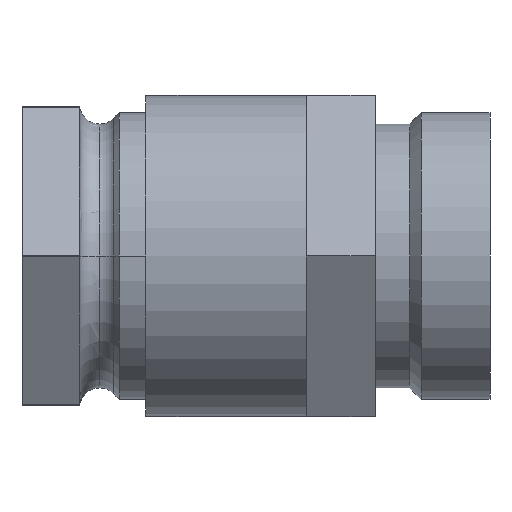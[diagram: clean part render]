
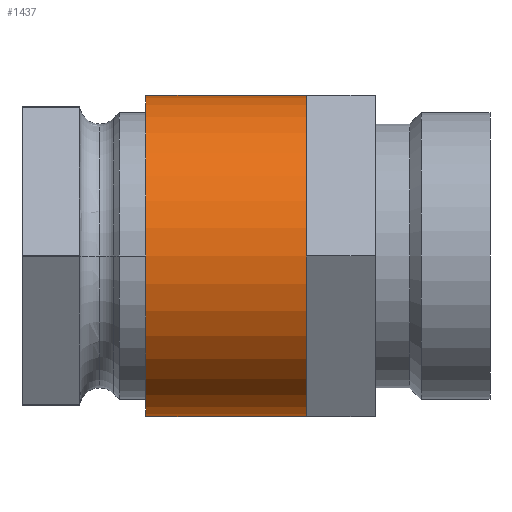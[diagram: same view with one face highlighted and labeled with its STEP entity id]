
A CAD part, front view. The second image highlights one B-rep face of the part: STEP entity #1437.
In plain terms, the highlighted cylindrical face has radius 7 mm (diameter 14 mm), a partial arc.
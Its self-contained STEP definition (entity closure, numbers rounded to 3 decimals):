
#57 = CARTESIAN_POINT ( 'NONE',  ( -15., 0., 0. ) ) ;
#86 = CARTESIAN_POINT ( 'NONE',  ( -15., 0., -7. ) ) ;
#232 = EDGE_CURVE ( 'NONE', #1294, #858, #529, .T. ) ;
#236 = DIRECTION ( 'NONE',  ( 0., 0., 1. ) ) ;
#297 = VERTEX_POINT ( 'NONE', #970 ) ;
#333 = AXIS2_PLACEMENT_3D ( 'NONE', #2112, #2295, #982 ) ;
#379 = FACE_OUTER_BOUND ( 'NONE', #2100, .T. ) ;
#380 = CARTESIAN_POINT ( 'NONE',  ( -8., -6.062, -3.5 ) ) ;
#427 = VERTEX_POINT ( 'NONE', #86 ) ;
#443 = CARTESIAN_POINT ( 'NONE',  ( -15., 0., 0. ) ) ;
#529 = CIRCLE ( 'NONE', #333, 7. ) ;
#686 = CARTESIAN_POINT ( 'NONE',  ( -15., 0., 7. ) ) ;
#711 = DIRECTION ( 'NONE',  ( 0., 0., 1. ) ) ;
#803 = VECTOR ( 'NONE', #1569, 1000. ) ;
#833 = LINE ( 'NONE', #686, #1788 ) ;
#836 = DIRECTION ( 'NONE',  ( -1., 0., 0. ) ) ;
#858 = VERTEX_POINT ( 'NONE', #1874 ) ;
#884 = ORIENTED_EDGE ( 'NONE', *, *, #1664, .F. ) ;
#904 = CARTESIAN_POINT ( 'NONE',  ( -8., 0., 0. ) ) ;
#925 = CARTESIAN_POINT ( 'NONE',  ( -8., 0., 7. ) ) ;
#931 = AXIS2_PLACEMENT_3D ( 'NONE', #2168, #836, #1982 ) ;
#955 = ORIENTED_EDGE ( 'NONE', *, *, #2177, .F. ) ;
#970 = CARTESIAN_POINT ( 'NONE',  ( -15., 0., 7. ) ) ;
#982 = DIRECTION ( 'NONE',  ( 0., 0., 1. ) ) ;
#1010 = CARTESIAN_POINT ( 'NONE',  ( -15., 0., -7. ) ) ;
#1110 = CIRCLE ( 'NONE', #1818, 7. ) ;
#1167 = CIRCLE ( 'NONE', #931, 7. ) ;
#1294 = VERTEX_POINT ( 'NONE', #380 ) ;
#1313 = VERTEX_POINT ( 'NONE', #1542 ) ;
#1321 = LINE ( 'NONE', #1010, #803 ) ;
#1399 = AXIS2_PLACEMENT_3D ( 'NONE', #57, #2024, #1464 ) ;
#1437 = ADVANCED_FACE ( 'NONE', ( #379 ), #1848, .T. ) ;
#1442 = ORIENTED_EDGE ( 'NONE', *, *, #2253, .T. ) ;
#1464 = DIRECTION ( 'NONE',  ( 0., 0., 1. ) ) ;
#1474 = EDGE_CURVE ( 'NONE', #2411, #297, #833, .T. ) ;
#1542 = CARTESIAN_POINT ( 'NONE',  ( -8., 0., -7. ) ) ;
#1569 = DIRECTION ( 'NONE',  ( -1., 0., 0. ) ) ;
#1597 = DIRECTION ( 'NONE',  ( -1., 0., 0. ) ) ;
#1664 = EDGE_CURVE ( 'NONE', #1313, #427, #1321, .T. ) ;
#1739 = ORIENTED_EDGE ( 'NONE', *, *, #1474, .T. ) ;
#1788 = VECTOR ( 'NONE', #1811, 1000. ) ;
#1811 = DIRECTION ( 'NONE',  ( -1., 0., 0. ) ) ;
#1818 = AXIS2_PLACEMENT_3D ( 'NONE', #443, #1597, #236 ) ;
#1848 = CYLINDRICAL_SURFACE ( 'NONE', #1399, 7. ) ;
#1874 = CARTESIAN_POINT ( 'NONE',  ( -8., -6.062, 3.5 ) ) ;
#1951 = AXIS2_PLACEMENT_3D ( 'NONE', #904, #2045, #711 ) ;
#1982 = DIRECTION ( 'NONE',  ( 0., 0., 1. ) ) ;
#2024 = DIRECTION ( 'NONE',  ( -1., 0., 0. ) ) ;
#2037 = ORIENTED_EDGE ( 'NONE', *, *, #2147, .T. ) ;
#2045 = DIRECTION ( 'NONE',  ( -1., 0., 0. ) ) ;
#2100 = EDGE_LOOP ( 'NONE', ( #884, #2037, #2371, #1442, #1739, #955 ) ) ;
#2112 = CARTESIAN_POINT ( 'NONE',  ( -8., 0., 0. ) ) ;
#2147 = EDGE_CURVE ( 'NONE', #1313, #1294, #1167, .T. ) ;
#2168 = CARTESIAN_POINT ( 'NONE',  ( -8., 0., 0. ) ) ;
#2177 = EDGE_CURVE ( 'NONE', #427, #297, #1110, .T. ) ;
#2253 = EDGE_CURVE ( 'NONE', #858, #2411, #2268, .T. ) ;
#2268 = CIRCLE ( 'NONE', #1951, 7. ) ;
#2295 = DIRECTION ( 'NONE',  ( -1., 0., 0. ) ) ;
#2371 = ORIENTED_EDGE ( 'NONE', *, *, #232, .T. ) ;
#2411 = VERTEX_POINT ( 'NONE', #925 ) ;
